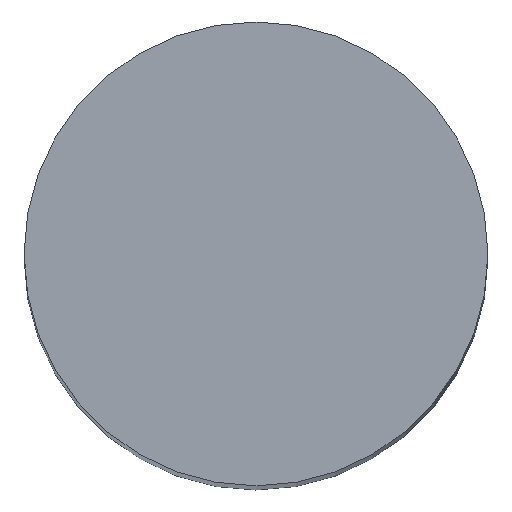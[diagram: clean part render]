
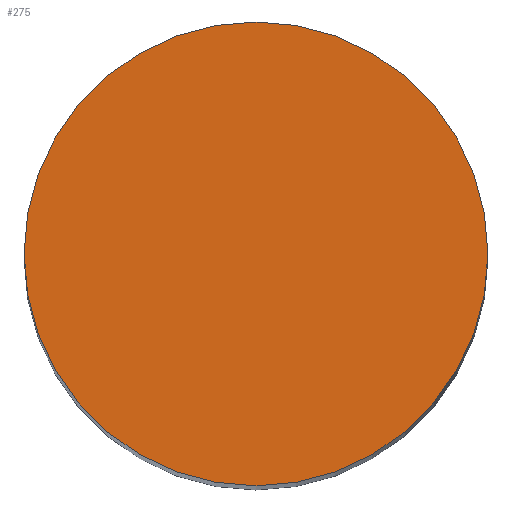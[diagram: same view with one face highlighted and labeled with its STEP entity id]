
A CAD part, top view. The second image highlights one B-rep face of the part: STEP entity #275.
In plain terms, the highlighted planar face has unit normal (0, 0, 1).
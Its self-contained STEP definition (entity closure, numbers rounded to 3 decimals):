
#49=FACE_OUTER_BOUND('',#67,.T.);
#67=EDGE_LOOP('',(#192));
#84=CIRCLE('',#310,5.475);
#118=VERTEX_POINT('',#478);
#147=EDGE_CURVE('',#118,#118,#84,.T.);
#192=ORIENTED_EDGE('',*,*,#147,.F.);
#271=PLANE('',#309);
#275=ADVANCED_FACE('',(#49),#271,.T.);
#309=AXIS2_PLACEMENT_3D('',#477,#369,#370);
#310=AXIS2_PLACEMENT_3D('',#479,#371,#372);
#369=DIRECTION('center_axis',(0.,0.,1.));
#370=DIRECTION('ref_axis',(1.,0.,0.));
#371=DIRECTION('center_axis',(0.,0.,-1.));
#372=DIRECTION('ref_axis',(1.,0.,0.));
#477=CARTESIAN_POINT('Origin',(0.,5.475,64.55));
#478=CARTESIAN_POINT('',(0.,-5.475,64.55));
#479=CARTESIAN_POINT('Origin',(0.,0.,64.55));
